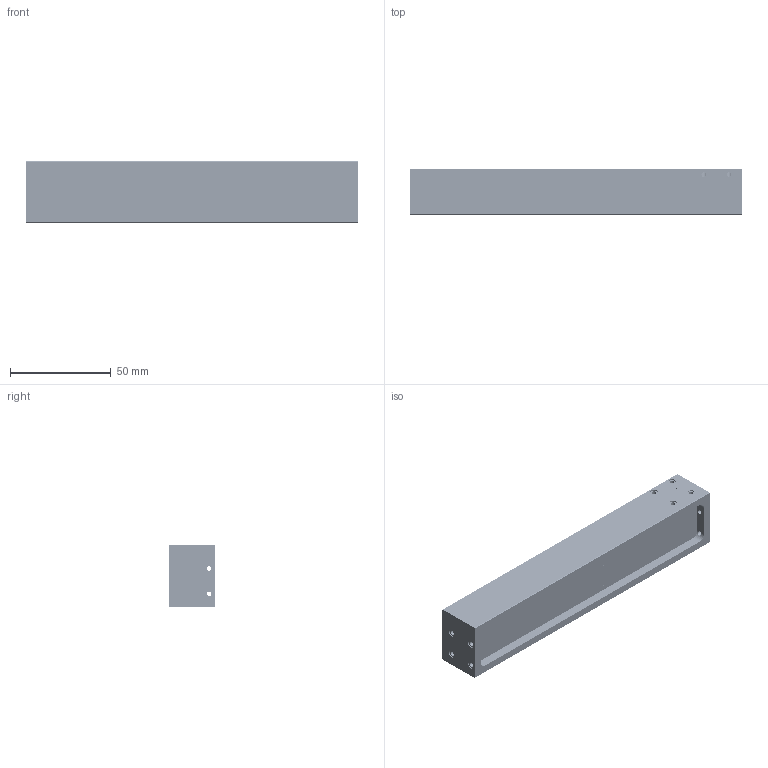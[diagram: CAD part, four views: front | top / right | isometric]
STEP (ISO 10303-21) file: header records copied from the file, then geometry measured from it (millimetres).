
FILE_DESCRIPTION (( 'STEP AP203' ), '1' );
FILE_NAME ('DMWD-28-101-1, df.STEP', '2017-06-09T00:18:50', ( '' ), ( '' ), 'SwSTEP 2.0', 'SolidWorks 2013', '' );
FILE_SCHEMA (( 'CONFIG_CONTROL_DESIGN' ));
Products named in the file (1): DMWD-28-101-1, df
Bounding box: 165.1 x 22.86 x 30.48 mm (x, y, z)
Volume: 83428.8 mm3; surface area: 52604.1 mm2
Topology: 55 solids, 55 shells, 3235 faces, 8688 edges, 5636 vertices
Faces by surface type: cylinder 2378, plane 430, cone 375, bspline 52
Entity records: 142635 total; most frequent: CARTESIAN_POINT 73589, ORIENTED_EDGE 17376, DIRECTION 11768, EDGE_CURVE 8688, VERTEX_POINT 5636, AXIS2_PLACEMENT_3D 4331, EDGE_LOOP 3476, ADVANCED_FACE 3235
